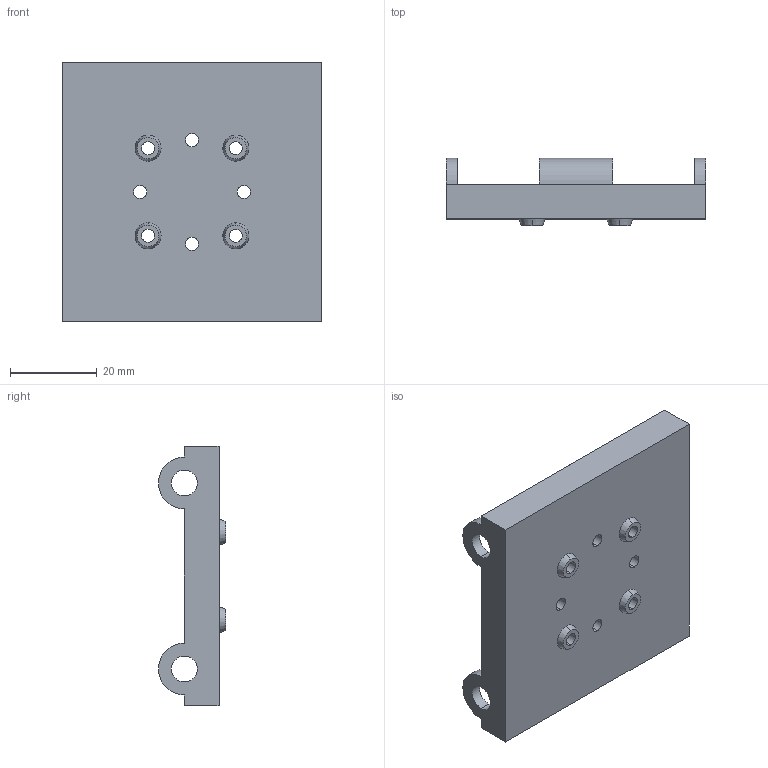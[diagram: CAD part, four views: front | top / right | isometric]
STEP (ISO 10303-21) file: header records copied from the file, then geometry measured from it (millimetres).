
FILE_DESCRIPTION (( 'STEP AP203' ), '1' );
FILE_NAME ('base_默认_sldprt.STEP', '2022-12-01T14:36:04', ( '' ), ( '' ), 'SwSTEP 2.0', 'SolidWorks 2021', '' );
FILE_SCHEMA (( 'CONFIG_CONTROL_DESIGN' ));
Length unit declared in the file: millimetre
Products named in the file (1): base_默认_sldprt
Bounding box: 60 x 15.5 x 60 mm (x, y, z)
Volume: 25394.5 mm3; surface area: 12184.4 mm2
Topology: 1 solids, 1 shells, 66 faces, 164 edges, 104 vertices
Faces by surface type: cylinder 38, plane 20, cone 8
Entity records: 2125 total; most frequent: DIRECTION 390, CARTESIAN_POINT 335, ORIENTED_EDGE 328, EDGE_CURVE 164, AXIS2_PLACEMENT_3D 159, VERTEX_POINT 104, EDGE_LOOP 98, CIRCLE 92
